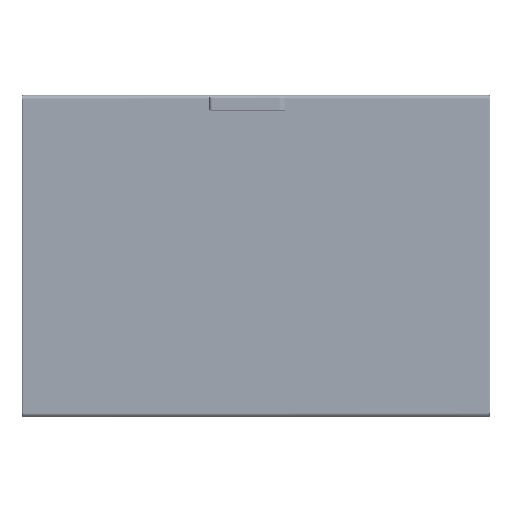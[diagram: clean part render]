
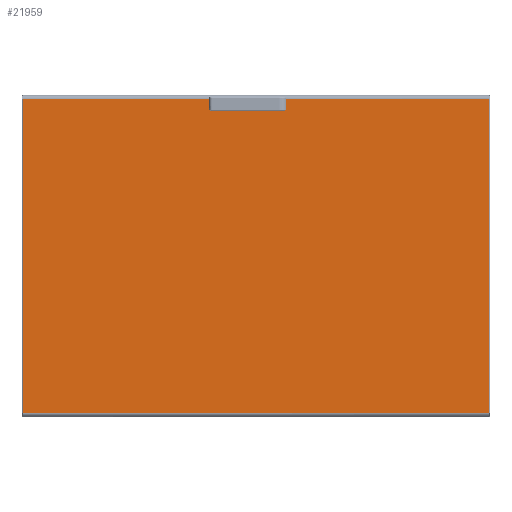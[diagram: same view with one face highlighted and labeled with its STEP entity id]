
A CAD part, top view. The second image highlights one B-rep face of the part: STEP entity #21959.
In plain terms, the highlighted planar face has unit normal (0, 0, 1).
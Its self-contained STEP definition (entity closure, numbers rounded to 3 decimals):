
#5634 = CIRCLE ( 'NONE', #5640, 12.5 ) ;
#5637 = VECTOR ( 'NONE', #16785, 1000. ) ;
#5639 = VECTOR ( 'NONE', #16780, 1000. ) ;
#5640 = AXIS2_PLACEMENT_3D ( 'NONE', #16772, #16774, #16776 ) ;
#5641 = CIRCLE ( 'NONE', #5650, 4.5 ) ;
#5642 = VECTOR ( 'NONE', #16792, 1000. ) ;
#5643 = VECTOR ( 'NONE', #16798, 1000. ) ;
#5644 = VECTOR ( 'NONE', #22254, 1000. ) ;
#5645 = CIRCLE ( 'NONE', #5647, 12.5 ) ;
#5646 = VECTOR ( 'NONE', #22259, 1000. ) ;
#5647 = AXIS2_PLACEMENT_3D ( 'NONE', #22255, #22256, #22257 ) ;
#5648 = VECTOR ( 'NONE', #22265, 1000. ) ;
#5649 = CIRCLE ( 'NONE', #5653, 12.5 ) ;
#5650 = AXIS2_PLACEMENT_3D ( 'NONE', #22261, #22262, #22263 ) ;
#5651 = VECTOR ( 'NONE', #22271, 1000. ) ;
#5652 = CIRCLE ( 'NONE', #5656, 12.5 ) ;
#5653 = AXIS2_PLACEMENT_3D ( 'NONE', #22267, #22268, #22269 ) ;
#5654 = VECTOR ( 'NONE', #22277, 1000. ) ;
#5655 = CIRCLE ( 'NONE', #5659, 4.5 ) ;
#5656 = AXIS2_PLACEMENT_3D ( 'NONE', #22273, #22274, #22275 ) ;
#5657 = VECTOR ( 'NONE', #22284, 1000. ) ;
#5659 = AXIS2_PLACEMENT_3D ( 'NONE', #22280, #22281, #22282 ) ;
#16734 = LINE ( 'NONE', #16760, #5639 ) ;
#16760 = CARTESIAN_POINT ( 'NONE',  ( 575.49, 387.5, 2. ) ) ;
#16768 = CARTESIAN_POINT ( 'NONE',  ( 37.662, 380., 2. ) ) ;
#16770 = LINE ( 'NONE', #16782, #5637 ) ;
#16772 = CARTESIAN_POINT ( 'NONE',  ( -26., 375.5, 2. ) ) ;
#16774 = DIRECTION ( 'NONE',  ( 0., 0., 1. ) ) ;
#16776 = DIRECTION ( 'NONE',  ( 1., 0., 0. ) ) ;
#16778 = LINE ( 'NONE', #16768, #5646 ) ;
#16780 = DIRECTION ( 'NONE',  ( -1., 0., 0. ) ) ;
#16782 = CARTESIAN_POINT ( 'NONE',  ( -575.49, 395., 2. ) ) ;
#16785 = DIRECTION ( 'NONE',  ( 0., -1., 0. ) ) ;
#16787 = LINE ( 'NONE', #16790, #5642 ) ;
#16790 = CARTESIAN_POINT ( 'NONE',  ( -575.49, -387.5, 2. ) ) ;
#16792 = DIRECTION ( 'NONE',  ( 1., 0., 0. ) ) ;
#16794 = LINE ( 'NONE', #16796, #5643 ) ;
#16796 = CARTESIAN_POINT ( 'NONE',  ( 575.49, -395., 2. ) ) ;
#16798 = DIRECTION ( 'NONE',  ( 0., 1., 0. ) ) ;
#16800 = LINE ( 'NONE', #22253, #5644 ) ;
#21959 = ADVANCED_FACE ( 'NONE', ( #47861 ), #47862, .T. ) ;
#22253 = CARTESIAN_POINT ( 'NONE',  ( 575.49, 387.5, 2. ) ) ;
#22254 = DIRECTION ( 'NONE',  ( -1., 0., 0. ) ) ;
#22255 = CARTESIAN_POINT ( 'NONE',  ( 26., 375.5, 2. ) ) ;
#22256 = DIRECTION ( 'NONE',  ( 0., 0., 1. ) ) ;
#22257 = DIRECTION ( 'NONE',  ( -1., 0., 0. ) ) ;
#22258 = CARTESIAN_POINT ( 'NONE',  ( 37.662, 371., 2. ) ) ;
#22259 = DIRECTION ( 'NONE',  ( -1., 0., 0. ) ) ;
#22260 = LINE ( 'NONE', #22258, #5648 ) ;
#22261 = CARTESIAN_POINT ( 'NONE',  ( 54.3, 375.5, 2. ) ) ;
#22262 = DIRECTION ( 'NONE',  ( 0., 0., 1. ) ) ;
#22263 = DIRECTION ( 'NONE',  ( -1., 0., 0. ) ) ;
#22264 = CARTESIAN_POINT ( 'NONE',  ( -14.338, 371., 2. ) ) ;
#22265 = DIRECTION ( 'NONE',  ( 1., 0., 0. ) ) ;
#22266 = LINE ( 'NONE', #22264, #5651 ) ;
#22267 = CARTESIAN_POINT ( 'NONE',  ( 26., 375.5, 2. ) ) ;
#22268 = DIRECTION ( 'NONE',  ( 0., 0., 1. ) ) ;
#22269 = DIRECTION ( 'NONE',  ( -1., 0., 0. ) ) ;
#22270 = CARTESIAN_POINT ( 'NONE',  ( -37.662, 371., 2. ) ) ;
#22271 = DIRECTION ( 'NONE',  ( 1., 0., 0. ) ) ;
#22272 = LINE ( 'NONE', #22270, #5654 ) ;
#22273 = CARTESIAN_POINT ( 'NONE',  ( -26., 375.5, 2. ) ) ;
#22274 = DIRECTION ( 'NONE',  ( 0., 0., 1. ) ) ;
#22275 = DIRECTION ( 'NONE',  ( 1., 0., 0. ) ) ;
#22276 = CARTESIAN_POINT ( 'NONE',  ( -37.662, 380., 2. ) ) ;
#22277 = DIRECTION ( 'NONE',  ( 1., 0., 0. ) ) ;
#22279 = LINE ( 'NONE', #22276, #5657 ) ;
#22280 = CARTESIAN_POINT ( 'NONE',  ( -54.3, 375.5, 2. ) ) ;
#22281 = DIRECTION ( 'NONE',  ( 0., 0., 1. ) ) ;
#22282 = DIRECTION ( 'NONE',  ( 1., 0., 0. ) ) ;
#22284 = DIRECTION ( 'NONE',  ( -1., 0., 0. ) ) ;
#34148 = EDGE_CURVE ( 'NONE', #117414, #117411, #5634, .T. ) ;
#34149 = EDGE_CURVE ( 'NONE', #117414, #117419, #16734, .T. ) ;
#34150 = EDGE_CURVE ( 'NONE', #117419, #117420, #16770, .T. ) ;
#34151 = EDGE_CURVE ( 'NONE', #117420, #117421, #16787, .T. ) ;
#34152 = EDGE_CURVE ( 'NONE', #117421, #117422, #16794, .T. ) ;
#34153 = EDGE_CURVE ( 'NONE', #117422, #117423, #16800, .T. ) ;
#34154 = EDGE_CURVE ( 'NONE', #117418, #117423, #5645, .T. ) ;
#34155 = EDGE_CURVE ( 'NONE', #117368, #117418, #16778, .T. ) ;
#34156 = EDGE_CURVE ( 'NONE', #117417, #117367, #5641, .T. ) ;
#34157 = EDGE_CURVE ( 'NONE', #117425, #117417, #22260, .T. ) ;
#34158 = EDGE_CURVE ( 'NONE', #117387, #117425, #5649, .T. ) ;
#34159 = EDGE_CURVE ( 'NONE', #117413, #117387, #22266, .T. ) ;
#34160 = EDGE_CURVE ( 'NONE', #117424, #117413, #5652, .T. ) ;
#34161 = EDGE_CURVE ( 'NONE', #117426, #117424, #22272, .T. ) ;
#34162 = EDGE_CURVE ( 'NONE', #117427, #117426, #5655, .T. ) ;
#34163 = EDGE_CURVE ( 'NONE', #117411, #117427, #22279, .T. ) ;
#35585 = EDGE_LOOP ( 'NONE', ( #137003, #137004, #137005, #137006, #137007, #137008, #137009, #137010, #137011, #137012, #137013, #137014, #137015, #137016, #137017, #137018, #137019 ) ) ;
#35886 = EDGE_CURVE ( 'NONE', #117367, #117368, #130089, .T. ) ;
#47853 = CARTESIAN_POINT ( 'NONE',  ( -575.5, -395., 2. ) ) ;
#47861 = FACE_OUTER_BOUND ( 'NONE', #35585, .T. ) ;
#47862 = PLANE ( 'NONE',  #69072 ) ;
#47864 = DIRECTION ( 'NONE',  ( 0., 0., 1. ) ) ;
#47865 = DIRECTION ( 'NONE',  ( 1., 0., 0. ) ) ;
#69072 = AXIS2_PLACEMENT_3D ( 'NONE', #47853, #47864, #47865 ) ;
#117367 = VERTEX_POINT ( 'NONE', #142031 ) ;
#117368 = VERTEX_POINT ( 'NONE', #142032 ) ;
#117387 = VERTEX_POINT ( 'NONE', #142051 ) ;
#117411 = VERTEX_POINT ( 'NONE', #142075 ) ;
#117413 = VERTEX_POINT ( 'NONE', #142077 ) ;
#117414 = VERTEX_POINT ( 'NONE', #142078 ) ;
#117417 = VERTEX_POINT ( 'NONE', #142081 ) ;
#117418 = VERTEX_POINT ( 'NONE', #142082 ) ;
#117419 = VERTEX_POINT ( 'NONE', #142083 ) ;
#117420 = VERTEX_POINT ( 'NONE', #142084 ) ;
#117421 = VERTEX_POINT ( 'NONE', #142085 ) ;
#117422 = VERTEX_POINT ( 'NONE', #142086 ) ;
#117423 = VERTEX_POINT ( 'NONE', #142087 ) ;
#117424 = VERTEX_POINT ( 'NONE', #142088 ) ;
#117425 = VERTEX_POINT ( 'NONE', #142089 ) ;
#117426 = VERTEX_POINT ( 'NONE', #142090 ) ;
#117427 = VERTEX_POINT ( 'NONE', #142091 ) ;
#129904 = CARTESIAN_POINT ( 'NONE',  ( 54.3, 375.5, 2. ) ) ;
#129906 = DIRECTION ( 'NONE',  ( 0., 0., 1. ) ) ;
#129907 = DIRECTION ( 'NONE',  ( -1., 0., 0. ) ) ;
#130089 = CIRCLE ( 'NONE', #130098, 4.5 ) ;
#130098 = AXIS2_PLACEMENT_3D ( 'NONE', #129904, #129906, #129907 ) ;
#137003 = ORIENTED_EDGE ( 'NONE', *, *, #34148, .F. ) ;
#137004 = ORIENTED_EDGE ( 'NONE', *, *, #34149, .T. ) ;
#137005 = ORIENTED_EDGE ( 'NONE', *, *, #34150, .T. ) ;
#137006 = ORIENTED_EDGE ( 'NONE', *, *, #34151, .T. ) ;
#137007 = ORIENTED_EDGE ( 'NONE', *, *, #34152, .T. ) ;
#137008 = ORIENTED_EDGE ( 'NONE', *, *, #34153, .T. ) ;
#137009 = ORIENTED_EDGE ( 'NONE', *, *, #34154, .F. ) ;
#137010 = ORIENTED_EDGE ( 'NONE', *, *, #34155, .F. ) ;
#137011 = ORIENTED_EDGE ( 'NONE', *, *, #35886, .F. ) ;
#137012 = ORIENTED_EDGE ( 'NONE', *, *, #34156, .F. ) ;
#137013 = ORIENTED_EDGE ( 'NONE', *, *, #34157, .F. ) ;
#137014 = ORIENTED_EDGE ( 'NONE', *, *, #34158, .F. ) ;
#137015 = ORIENTED_EDGE ( 'NONE', *, *, #34159, .F. ) ;
#137016 = ORIENTED_EDGE ( 'NONE', *, *, #34160, .F. ) ;
#137017 = ORIENTED_EDGE ( 'NONE', *, *, #34161, .F. ) ;
#137018 = ORIENTED_EDGE ( 'NONE', *, *, #34162, .F. ) ;
#137019 = ORIENTED_EDGE ( 'NONE', *, *, #34163, .F. ) ;
#142031 = CARTESIAN_POINT ( 'NONE',  ( 58.8, 375.5, 2. ) ) ;
#142032 = CARTESIAN_POINT ( 'NONE',  ( 54.3, 380., 2. ) ) ;
#142051 = CARTESIAN_POINT ( 'NONE',  ( 14.338, 371., 2. ) ) ;
#142075 = CARTESIAN_POINT ( 'NONE',  ( -37.662, 380., 2. ) ) ;
#142077 = CARTESIAN_POINT ( 'NONE',  ( -14.338, 371., 2. ) ) ;
#142078 = CARTESIAN_POINT ( 'NONE',  ( -29.5, 387.5, 2. ) ) ;
#142081 = CARTESIAN_POINT ( 'NONE',  ( 54.3, 371., 2. ) ) ;
#142082 = CARTESIAN_POINT ( 'NONE',  ( 37.662, 380., 2. ) ) ;
#142083 = CARTESIAN_POINT ( 'NONE',  ( -575.49, 387.5, 2. ) ) ;
#142084 = CARTESIAN_POINT ( 'NONE',  ( -575.49, -387.5, 2. ) ) ;
#142085 = CARTESIAN_POINT ( 'NONE',  ( 575.49, -387.5, 2. ) ) ;
#142086 = CARTESIAN_POINT ( 'NONE',  ( 575.49, 387.5, 2. ) ) ;
#142087 = CARTESIAN_POINT ( 'NONE',  ( 29.5, 387.5, 2. ) ) ;
#142088 = CARTESIAN_POINT ( 'NONE',  ( -37.662, 371., 2. ) ) ;
#142089 = CARTESIAN_POINT ( 'NONE',  ( 37.662, 371., 2. ) ) ;
#142090 = CARTESIAN_POINT ( 'NONE',  ( -54.3, 371., 2. ) ) ;
#142091 = CARTESIAN_POINT ( 'NONE',  ( -54.3, 380., 2. ) ) ;
